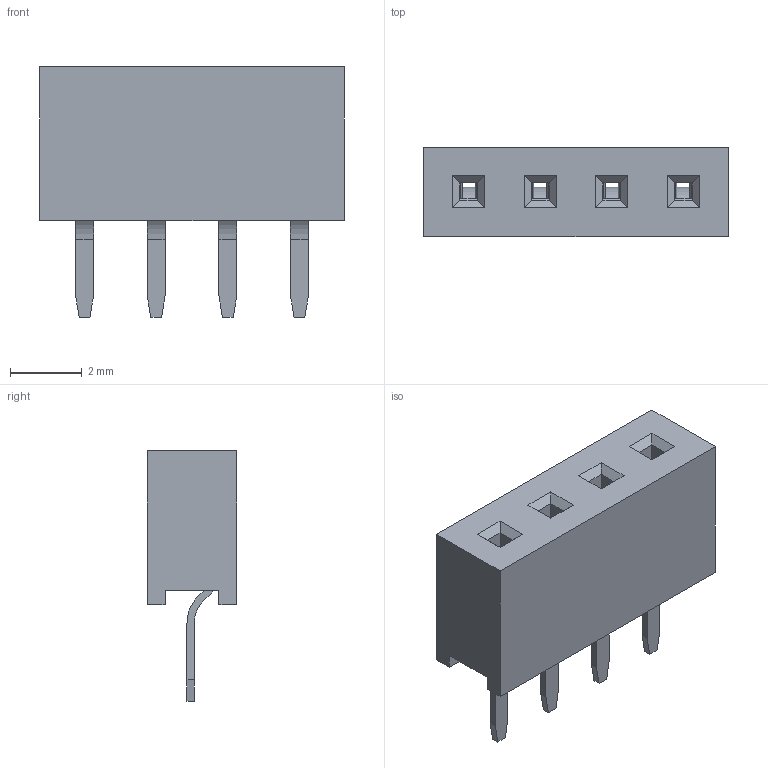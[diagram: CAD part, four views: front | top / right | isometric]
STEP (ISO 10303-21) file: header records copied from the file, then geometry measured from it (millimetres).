
FILE_DESCRIPTION(/* description */ ('Unknown'),/* implementation_level */ '2;1');
FILE_NAME(/* name */ '62000411821',/* time_stamp */ '2022-11-04T09:43:34+01:00',/* author */ ('Unknown'),/* organization */ ('Unknown'),/* preprocessor_version */ 'ST-DEVELOPER v16.7',/* originating_system */ 'Solid Edge',/* authorisation */ 'Unknown');
FILE_SCHEMA (('AUTOMOTIVE_DESIGN {1 0 10303 214 3 1 1}'));
Length unit declared in the file: millimetre
Products named in the file (3): 6200xx11821; 62000411821; 6200xx11821_PIN
Assembly tree (5 placements, depth 2):
  6200xx11821
    62000411821
    6200xx11821_PIN  x4
Bounding box: 8.5 x 2.5 x 7 mm (x, y, z)
Volume: 65.8 mm3; surface area: 306.4 mm2
Topology: 5 solids, 5 shells, 338 faces, 920 edges, 592 vertices
Faces by surface type: plane 210, cylinder 112, bspline 16
Entity records: 4088 total; most frequent: CARTESIAN_POINT 758, ORIENTED_EDGE 688, DIRECTION 652, EDGE_CURVE 344, LINE 280, VECTOR 280, VERTEX_POINT 220, AXIS2_PLACEMENT_3D 186
